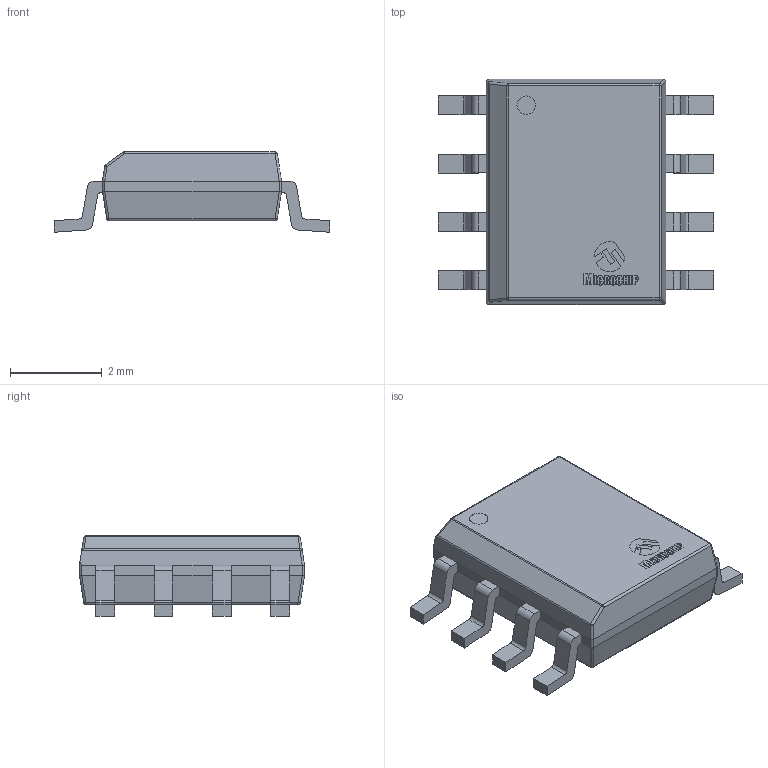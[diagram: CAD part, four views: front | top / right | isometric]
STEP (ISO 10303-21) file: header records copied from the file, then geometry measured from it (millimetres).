
FILE_DESCRIPTION(/* description */ (''),/* implementation_level */ '2;1');
FILE_NAME(/* name */ 'Soic8.stp',/* time_stamp */ '2019-08-19T13:22:55+02:00',/* author */ ('Lord_voldmort'),/* organization */ (''),/* preprocessor_version */ 'ST-DEVELOPER v17.2',/* originating_system */ 'Autodesk Inventor 2019',/* authorisation */ '');
FILE_SCHEMA (('AUTOMOTIVE_DESIGN { 1 0 10303 214 3 1 1 }'));
Length unit declared in the file: millimetre
Products named in the file (7): max_Tsop16; IC_BODY; circle; IC_LEG; IC_LEG_MIR5; Microchip logo; microchip
Assembly tree (12 placements, depth 2):
  max_Tsop16
    IC_BODY
    circle
    IC_LEG  x4
    IC_LEG_MIR5  x4
    Microchip logo
    microchip
Bounding box: 6 x 4.9 x 1.75 mm (x, y, z)
Volume: 28.8 mm3; surface area: 81.1 mm2
Topology: 20 solids, 20 shells, 301 faces, 756 edges, 495 vertices
Faces by surface type: plane 198, cylinder 58, bspline 36, sphere 9
Full cylindrical faces by diameter (mm): 0.4 x1
Entity records: 7017 total; most frequent: CARTESIAN_POINT 1679, ORIENTED_EDGE 1080, DIRECTION 944, EDGE_CURVE 540, LINE 392, VECTOR 392, VERTEX_POINT 351, AXIS2_PLACEMENT_3D 276
